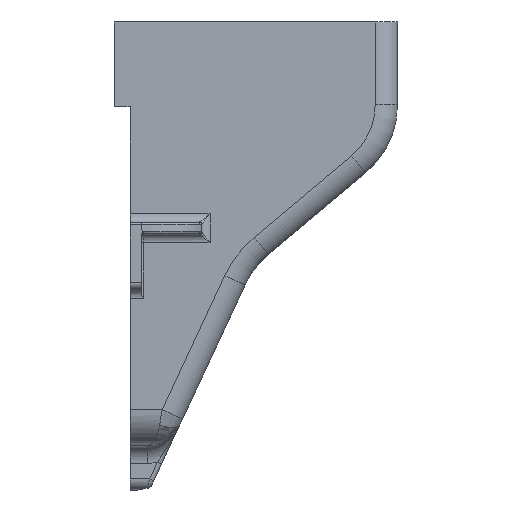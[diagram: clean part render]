
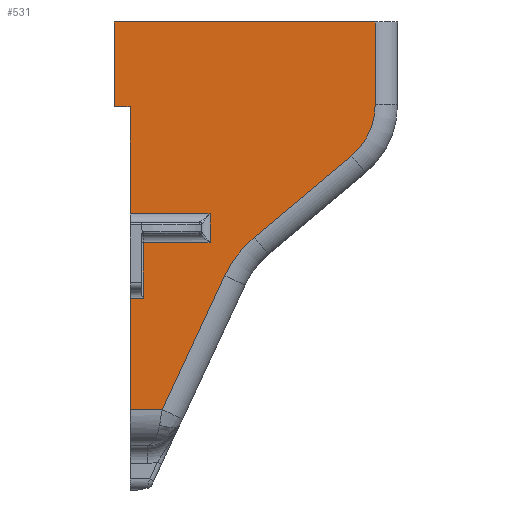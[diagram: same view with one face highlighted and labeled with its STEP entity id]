
A CAD part, left-side view. The second image highlights one B-rep face of the part: STEP entity #531.
In plain terms, the highlighted planar face has unit normal (-1, 0, 0).
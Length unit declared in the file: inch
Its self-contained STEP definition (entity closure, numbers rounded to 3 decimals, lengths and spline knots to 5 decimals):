
#323=CIRCLE('',#3458,1.25);
#324=CIRCLE('',#3459,0.75);
#531=ADVANCED_FACE('',(#789),#739,.T.);
#739=PLANE('',#3460);
#789=FACE_OUTER_BOUND('',#997,.T.);
#997=EDGE_LOOP('',(#1214,#1215,#1216,#1217,#1218,#1219,#1220,#1221,#1222,
#1223,#1224,#1225,#1226,#1227,#1228,#1229));
#1214=ORIENTED_EDGE('',*,*,#2511,.T.);
#1215=ORIENTED_EDGE('',*,*,#2512,.T.);
#1216=ORIENTED_EDGE('',*,*,#2513,.T.);
#1217=ORIENTED_EDGE('',*,*,#2514,.T.);
#1218=ORIENTED_EDGE('',*,*,#2515,.T.);
#1219=ORIENTED_EDGE('',*,*,#2516,.T.);
#1220=ORIENTED_EDGE('',*,*,#2517,.T.);
#1221=ORIENTED_EDGE('',*,*,#2518,.T.);
#1222=ORIENTED_EDGE('',*,*,#2519,.T.);
#1223=ORIENTED_EDGE('',*,*,#2520,.F.);
#1224=ORIENTED_EDGE('',*,*,#2521,.T.);
#1225=ORIENTED_EDGE('',*,*,#2522,.T.);
#1226=ORIENTED_EDGE('',*,*,#2523,.T.);
#1227=ORIENTED_EDGE('',*,*,#2524,.T.);
#1228=ORIENTED_EDGE('',*,*,#2525,.T.);
#1229=ORIENTED_EDGE('',*,*,#2526,.T.);
#2216=VERTEX_POINT('',#4949);
#2217=VERTEX_POINT('',#4950);
#2218=VERTEX_POINT('',#4952);
#2219=VERTEX_POINT('',#4954);
#2220=VERTEX_POINT('',#4956);
#2221=VERTEX_POINT('',#4958);
#2222=VERTEX_POINT('',#4960);
#2223=VERTEX_POINT('',#4962);
#2224=VERTEX_POINT('',#4964);
#2225=VERTEX_POINT('',#4966);
#2226=VERTEX_POINT('',#4968);
#2227=VERTEX_POINT('',#4970);
#2228=VERTEX_POINT('',#4972);
#2229=VERTEX_POINT('',#4974);
#2230=VERTEX_POINT('',#4976);
#2231=VERTEX_POINT('',#4978);
#2511=EDGE_CURVE('',#2216,#2217,#3012,.T.);
#2512=EDGE_CURVE('',#2217,#2218,#3013,.T.);
#2513=EDGE_CURVE('',#2218,#2219,#3014,.T.);
#2514=EDGE_CURVE('',#2219,#2220,#323,.T.);
#2515=EDGE_CURVE('',#2220,#2221,#3015,.T.);
#2516=EDGE_CURVE('',#2221,#2222,#324,.T.);
#2517=EDGE_CURVE('',#2222,#2223,#3016,.T.);
#2518=EDGE_CURVE('',#2223,#2224,#3017,.T.);
#2519=EDGE_CURVE('',#2224,#2225,#3018,.T.);
#2520=EDGE_CURVE('',#2226,#2225,#3019,.T.);
#2521=EDGE_CURVE('',#2226,#2227,#3020,.T.);
#2522=EDGE_CURVE('',#2227,#2228,#3021,.T.);
#2523=EDGE_CURVE('',#2228,#2229,#3022,.T.);
#2524=EDGE_CURVE('',#2229,#2230,#3023,.T.);
#2525=EDGE_CURVE('',#2230,#2231,#3024,.T.);
#2526=EDGE_CURVE('',#2231,#2216,#3025,.T.);
#3012=LINE('',#4948,#3239);
#3013=LINE('',#4951,#3240);
#3014=LINE('',#4953,#3241);
#3015=LINE('',#4957,#3242);
#3016=LINE('',#4961,#3243);
#3017=LINE('',#4963,#3244);
#3018=LINE('',#4965,#3245);
#3019=LINE('',#4967,#3246);
#3020=LINE('',#4969,#3247);
#3021=LINE('',#4971,#3248);
#3022=LINE('',#4973,#3249);
#3023=LINE('',#4975,#3250);
#3024=LINE('',#4977,#3251);
#3025=LINE('',#4979,#3252);
#3239=VECTOR('',#3887,1.);
#3240=VECTOR('',#3888,1.);
#3241=VECTOR('',#3889,1.);
#3242=VECTOR('',#3892,1.);
#3243=VECTOR('',#3895,1.);
#3244=VECTOR('',#3896,1.);
#3245=VECTOR('',#3897,1.);
#3246=VECTOR('',#3898,1.);
#3247=VECTOR('',#3899,1.);
#3248=VECTOR('',#3900,1.);
#3249=VECTOR('',#3901,1.);
#3250=VECTOR('',#3902,1.);
#3251=VECTOR('',#3903,1.);
#3252=VECTOR('',#3904,1.);
#3458=AXIS2_PLACEMENT_3D('',#4955,#3890,#3891);
#3459=AXIS2_PLACEMENT_3D('',#4959,#3893,#3894);
#3460=AXIS2_PLACEMENT_3D('',#4980,#3905,#3906);
#3887=DIRECTION('',(0.,0.,-1.));
#3888=DIRECTION('',(0.,-1.,0.));
#3889=DIRECTION('',(0.,-0.423,0.906));
#3890=DIRECTION('',(1.,0.,0.));
#3891=DIRECTION('',(0.,0.,1.));
#3892=DIRECTION('',(0.,-0.766,0.643));
#3893=DIRECTION('',(-1.,0.,0.));
#3894=DIRECTION('',(0.,0.,1.));
#3895=DIRECTION('',(0.,0.,1.));
#3896=DIRECTION('',(0.,1.,0.));
#3897=DIRECTION('',(0.,0.,-1.));
#3898=DIRECTION('',(0.,1.,0.));
#3899=DIRECTION('',(0.,0.,-1.));
#3900=DIRECTION('',(0.,-1.,0.));
#3901=DIRECTION('',(0.,0.,-1.));
#3902=DIRECTION('',(0.,1.,0.));
#3903=DIRECTION('',(0.,0.,-1.));
#3904=DIRECTION('',(0.,1.,0.));
#3905=DIRECTION('',(-1.,0.,0.));
#3906=DIRECTION('',(0.,0.,1.));
#4948=CARTESIAN_POINT('',(23.025,-0.2,7.32192));
#4949=CARTESIAN_POINT('',(23.025,-0.2,4.22192));
#4950=CARTESIAN_POINT('',(23.025,-0.2,2.97192));
#4951=CARTESIAN_POINT('',(23.025,-0.37416,2.97192));
#4952=CARTESIAN_POINT('',(23.025,-0.56068,2.97192));
#4953=CARTESIAN_POINT('',(23.025,-1.26235,4.47665));
#4954=CARTESIAN_POINT('',(23.025,-1.26235,4.47665));
#4955=CARTESIAN_POINT('',(23.025,-2.39523,3.94837));
#4956=CARTESIAN_POINT('',(23.025,-1.59175,4.90593));
#4957=CARTESIAN_POINT('',(23.025,-2.68209,5.82084));
#4958=CARTESIAN_POINT('',(23.025,-2.68209,5.82084));
#4959=CARTESIAN_POINT('',(23.025,-2.2,6.39537));
#4960=CARTESIAN_POINT('',(23.025,-2.95,6.39537));
#4961=CARTESIAN_POINT('',(23.025,-2.95,7.32192));
#4962=CARTESIAN_POINT('',(23.025,-2.95,7.32192));
#4963=CARTESIAN_POINT('',(23.025,-3.2,7.32192));
#4964=CARTESIAN_POINT('',(23.025,-0.025,7.32192));
#4965=CARTESIAN_POINT('',(23.025,-0.025,7.32192));
#4966=CARTESIAN_POINT('',(23.025,-0.025,6.37192));
#4967=CARTESIAN_POINT('',(23.025,-0.2,6.37192));
#4968=CARTESIAN_POINT('',(23.025,-0.2,6.37192));
#4969=CARTESIAN_POINT('',(23.025,-0.2,7.32192));
#4970=CARTESIAN_POINT('',(23.025,-0.2,5.17192));
#4971=CARTESIAN_POINT('',(23.025,-1.025,5.17192));
#4972=CARTESIAN_POINT('',(23.025,-1.09665,5.17192));
#4973=CARTESIAN_POINT('',(23.025,-1.09665,4.94692));
#4974=CARTESIAN_POINT('',(23.025,-1.09665,4.84692));
#4975=CARTESIAN_POINT('',(23.025,0.,4.84692));
#4976=CARTESIAN_POINT('',(23.025,-0.35,4.84692));
#4977=CARTESIAN_POINT('',(23.025,-0.35,0.));
#4978=CARTESIAN_POINT('',(23.025,-0.35,4.22192));
#4979=CARTESIAN_POINT('',(23.025,-0.2,4.22192));
#4980=CARTESIAN_POINT('',(23.025,0.,0.));
